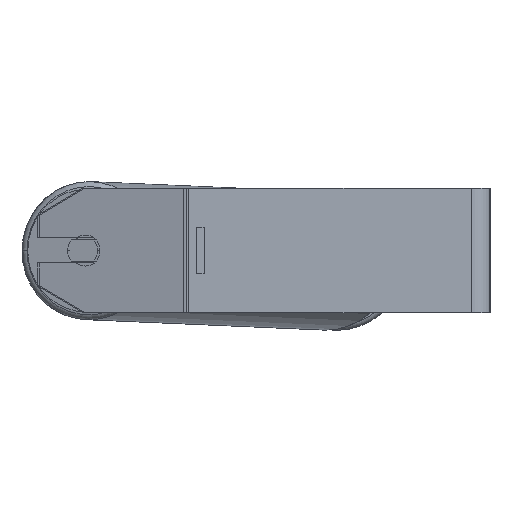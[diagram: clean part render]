
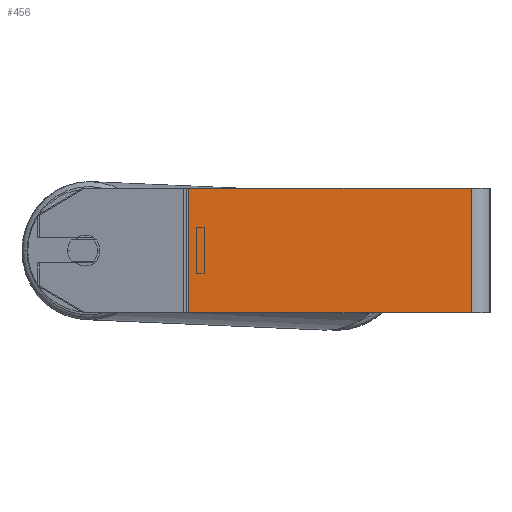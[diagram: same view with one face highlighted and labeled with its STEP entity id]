
A CAD part, left-side view. The second image highlights one B-rep face of the part: STEP entity #456.
In plain terms, the highlighted planar face has unit normal (-1, 0, 0).
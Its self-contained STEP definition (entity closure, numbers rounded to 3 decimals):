
#170 = ORIENTED_EDGE ( 'NONE', *, *, #4286, .F. ) ;
#456 = ADVANCED_FACE ( 'NONE', ( #623 ), #4017, .F. ) ;
#623 = FACE_OUTER_BOUND ( 'NONE', #1736, .T. ) ;
#913 = VERTEX_POINT ( 'NONE', #2219 ) ;
#1289 = DIRECTION ( 'NONE',  ( 0., 0., -1. ) ) ;
#1336 = CARTESIAN_POINT ( 'NONE',  ( -945., 195.678, 40. ) ) ;
#1471 = VERTEX_POINT ( 'NONE', #5667 ) ;
#1590 = DIRECTION ( 'NONE',  ( 0., -1., 0. ) ) ;
#1736 = EDGE_LOOP ( 'NONE', ( #5575, #170, #2898, #4328 ) ) ;
#1853 = DIRECTION ( 'NONE',  ( 0., 0., -1. ) ) ;
#2219 = CARTESIAN_POINT ( 'NONE',  ( -945., 194.098, -40. ) ) ;
#2745 = DIRECTION ( 'NONE',  ( 1., 0., 0. ) ) ;
#2833 = VERTEX_POINT ( 'NONE', #7623 ) ;
#2898 = ORIENTED_EDGE ( 'NONE', *, *, #3450, .F. ) ;
#2908 = LINE ( 'NONE', #7736, #4493 ) ;
#3088 = CARTESIAN_POINT ( 'NONE',  ( -945., 195.678, -40. ) ) ;
#3140 = VECTOR ( 'NONE', #6783, 1000. ) ;
#3323 = CARTESIAN_POINT ( 'NONE',  ( -945., 194.098, 40. ) ) ;
#3450 = EDGE_CURVE ( 'NONE', #1471, #7024, #2908, .T. ) ;
#3503 = AXIS2_PLACEMENT_3D ( 'NONE', #1336, #2745, #1289 ) ;
#3978 = VECTOR ( 'NONE', #6530, 1000. ) ;
#4017 = PLANE ( 'NONE',  #3503 ) ;
#4286 = EDGE_CURVE ( 'NONE', #7024, #2833, #6561, .T. ) ;
#4328 = ORIENTED_EDGE ( 'NONE', *, *, #5740, .T. ) ;
#4385 = EDGE_CURVE ( 'NONE', #913, #2833, #6425, .T. ) ;
#4493 = VECTOR ( 'NONE', #1590, 1000. ) ;
#5575 = ORIENTED_EDGE ( 'NONE', *, *, #4385, .T. ) ;
#5667 = CARTESIAN_POINT ( 'NONE',  ( -945., 194.098, 40. ) ) ;
#5740 = EDGE_CURVE ( 'NONE', #1471, #913, #5870, .T. ) ;
#5815 = CARTESIAN_POINT ( 'NONE',  ( -945., 12., 40. ) ) ;
#5870 = LINE ( 'NONE', #3323, #3978 ) ;
#6290 = CARTESIAN_POINT ( 'NONE',  ( -945., 12., 40. ) ) ;
#6425 = LINE ( 'NONE', #3088, #3140 ) ;
#6530 = DIRECTION ( 'NONE',  ( 0., 0., -1. ) ) ;
#6561 = LINE ( 'NONE', #5815, #7523 ) ;
#6783 = DIRECTION ( 'NONE',  ( 0., -1., 0. ) ) ;
#7024 = VERTEX_POINT ( 'NONE', #6290 ) ;
#7523 = VECTOR ( 'NONE', #1853, 1000. ) ;
#7623 = CARTESIAN_POINT ( 'NONE',  ( -945., 12., -40. ) ) ;
#7736 = CARTESIAN_POINT ( 'NONE',  ( -945., 195.678, 40. ) ) ;
